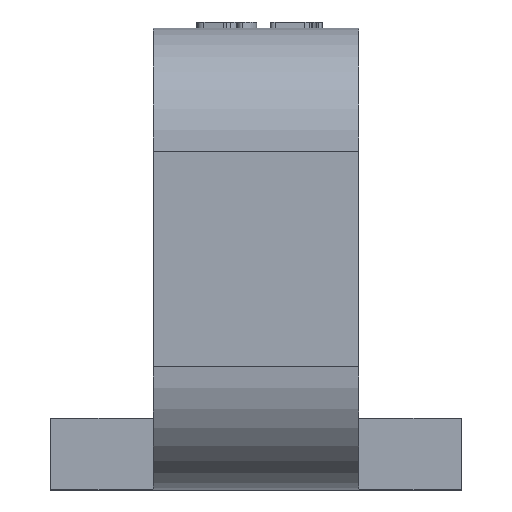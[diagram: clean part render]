
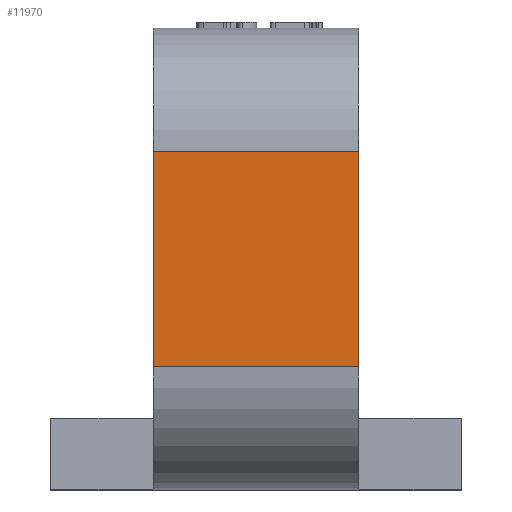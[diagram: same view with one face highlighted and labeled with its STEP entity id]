
A CAD part, left-side view. The second image highlights one B-rep face of the part: STEP entity #11970.
In plain terms, the highlighted planar face has unit normal (-1, 0, 0).
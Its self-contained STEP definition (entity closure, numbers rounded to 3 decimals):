
#209 = FACE_OUTER_BOUND ( 'NONE', #2007, .T. ) ;
#289 = DIRECTION ( 'NONE',  ( -1., 0., 0. ) ) ;
#833 = VERTEX_POINT ( 'NONE', #6961 ) ;
#980 = VERTEX_POINT ( 'NONE', #14583 ) ;
#1223 = LINE ( 'NONE', #10977, #9180 ) ;
#1283 = LINE ( 'NONE', #10043, #7302 ) ;
#1688 = PLANE ( 'NONE',  #4382 ) ;
#2007 = EDGE_LOOP ( 'NONE', ( #6505, #2483, #9475, #16369 ) ) ;
#2310 = DIRECTION ( 'NONE',  ( 0., 0., 1. ) ) ;
#2483 = ORIENTED_EDGE ( 'NONE', *, *, #12930, .F. ) ;
#3627 = LINE ( 'NONE', #7428, #14697 ) ;
#4006 = CARTESIAN_POINT ( 'NONE',  ( -1.905, -1.016, 0.61 ) ) ;
#4382 = AXIS2_PLACEMENT_3D ( 'NONE', #4006, #289, #10444 ) ;
#5172 = VERTEX_POINT ( 'NONE', #9115 ) ;
#6341 = DIRECTION ( 'NONE',  ( 0., 1., 0. ) ) ;
#6360 = EDGE_CURVE ( 'NONE', #833, #8595, #1283, .T. ) ;
#6505 = ORIENTED_EDGE ( 'NONE', *, *, #14226, .T. ) ;
#6961 = CARTESIAN_POINT ( 'NONE',  ( -1.905, -0.508, 1.676 ) ) ;
#7302 = VECTOR ( 'NONE', #6341, 1000. ) ;
#7428 = CARTESIAN_POINT ( 'NONE',  ( -1.905, 1.272, 0.61 ) ) ;
#8595 = VERTEX_POINT ( 'NONE', #10288 ) ;
#8978 = EDGE_CURVE ( 'NONE', #980, #833, #1223, .T. ) ;
#9055 = DIRECTION ( 'NONE',  ( 0., 0., -1. ) ) ;
#9115 = CARTESIAN_POINT ( 'NONE',  ( -1.905, 0.508, 0.61 ) ) ;
#9180 = VECTOR ( 'NONE', #2310, 1000. ) ;
#9475 = ORIENTED_EDGE ( 'NONE', *, *, #8978, .T. ) ;
#10043 = CARTESIAN_POINT ( 'NONE',  ( -1.905, -1.016, 1.676 ) ) ;
#10143 = DIRECTION ( 'NONE',  ( 0., 1., 0. ) ) ;
#10288 = CARTESIAN_POINT ( 'NONE',  ( -1.905, 0.508, 1.676 ) ) ;
#10444 = DIRECTION ( 'NONE',  ( 0., 0., 1. ) ) ;
#10977 = CARTESIAN_POINT ( 'NONE',  ( -1.905, -0.508, 0.61 ) ) ;
#11970 = ADVANCED_FACE ( 'NONE', ( #209 ), #1688, .T. ) ;
#12785 = CARTESIAN_POINT ( 'NONE',  ( -1.905, 0.508, 2.286 ) ) ;
#12930 = EDGE_CURVE ( 'NONE', #980, #5172, #3627, .T. ) ;
#14128 = LINE ( 'NONE', #12785, #15919 ) ;
#14226 = EDGE_CURVE ( 'NONE', #8595, #5172, #14128, .T. ) ;
#14583 = CARTESIAN_POINT ( 'NONE',  ( -1.905, -0.508, 0.61 ) ) ;
#14697 = VECTOR ( 'NONE', #10143, 1000. ) ;
#15919 = VECTOR ( 'NONE', #9055, 1000. ) ;
#16369 = ORIENTED_EDGE ( 'NONE', *, *, #6360, .T. ) ;
